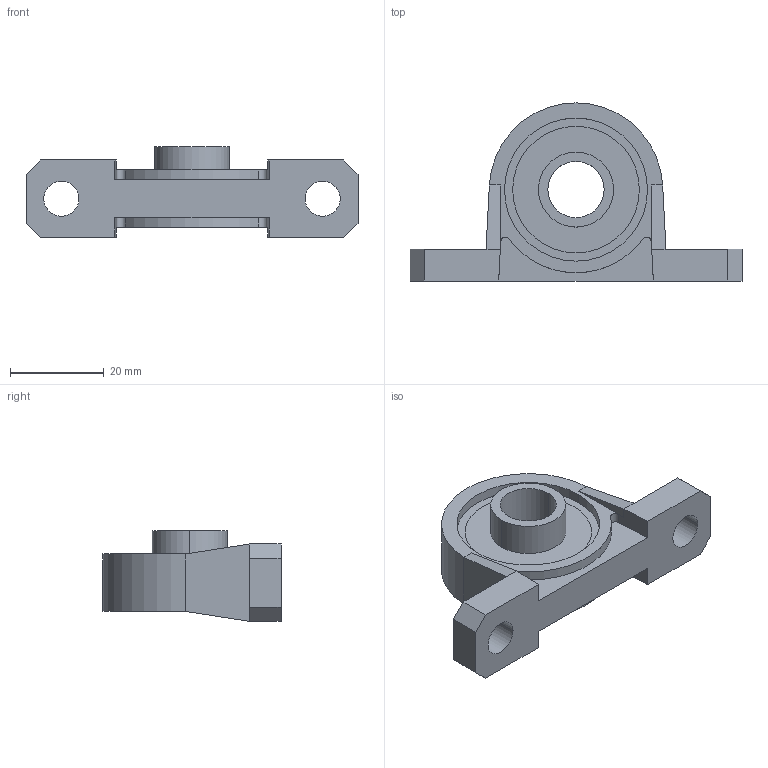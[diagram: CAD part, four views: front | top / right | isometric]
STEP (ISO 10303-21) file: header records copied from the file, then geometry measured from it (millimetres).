
FILE_DESCRIPTION (( 'STEP AP214' ), '1' );
FILE_NAME ('Ñáîðêà3.STEP', '2024-07-16T14:24:22', ( '' ), ( '' ), 'SwSTEP 2.0', 'SolidWorks 2024', '' );
FILE_SCHEMA (( 'AUTOMOTIVE_DESIGN' ));
Length unit declared in the file: millimetre
Products named in the file (2): Сборка3; B449 Опорный подшипник KP01 для валов Ø 12 мм_00
Assembly tree (1 placements, depth 2):
  Сборка3
    B449 Опорный подшипник KP01 для валов Ø 12 мм_00
Bounding box: 70.8 x 38 x 19.35 mm (x, y, z)
Volume: 14881.6 mm3; surface area: 9404 mm2
Topology: 3 solids, 3 shells, 62 faces, 150 edges, 96 vertices
Faces by surface type: plane 37, cylinder 25
Entity records: 1901 total; most frequent: DIRECTION 332, CARTESIAN_POINT 312, ORIENTED_EDGE 300, EDGE_CURVE 150, AXIS2_PLACEMENT_3D 116, VECTOR 100, LINE 100, VERTEX_POINT 96
